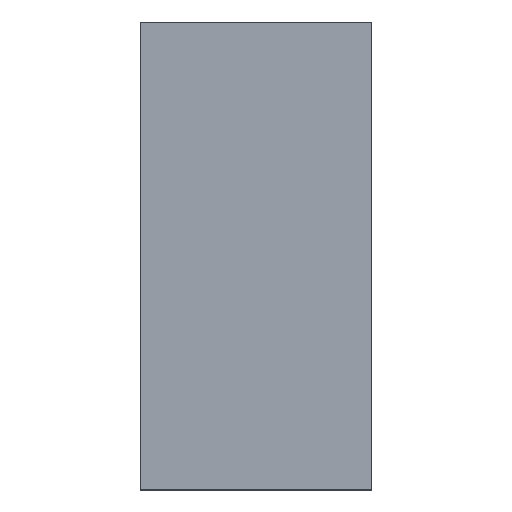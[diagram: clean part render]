
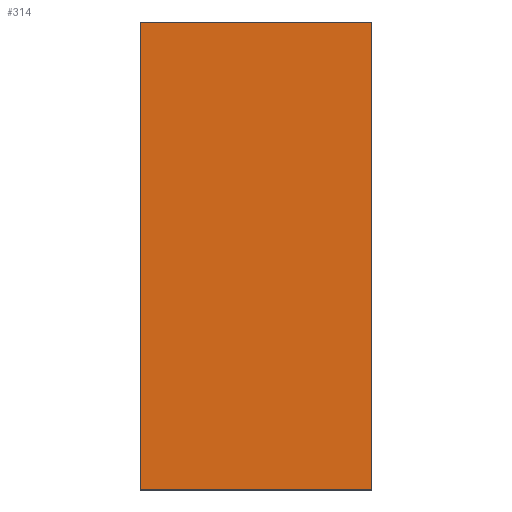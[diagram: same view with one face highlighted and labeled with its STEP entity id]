
A CAD part, top view. The second image highlights one B-rep face of the part: STEP entity #314.
In plain terms, the highlighted planar face has unit normal (0, 0, 1).
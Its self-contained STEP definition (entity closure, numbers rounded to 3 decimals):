
#50 = LINE ( 'NONE', #126, #227 ) ;
#53 = ORIENTED_EDGE ( 'NONE', *, *, #92, .F. ) ;
#56 = EDGE_CURVE ( 'NONE', #173, #161, #248, .T. ) ;
#69 = LINE ( 'NONE', #86, #270 ) ;
#73 = DIRECTION ( 'NONE',  ( 0., -1., 0. ) ) ;
#74 = EDGE_CURVE ( 'NONE', #161, #193, #77, .T. ) ;
#77 = LINE ( 'NONE', #136, #182 ) ;
#86 = CARTESIAN_POINT ( 'NONE',  ( 0.147, 0.297, 0.05 ) ) ;
#92 = EDGE_CURVE ( 'NONE', #141, #193, #69, .T. ) ;
#98 = EDGE_LOOP ( 'NONE', ( #53, #147, #174, #219 ) ) ;
#99 = VECTOR ( 'NONE', #73, 1000. ) ;
#104 = DIRECTION ( 'NONE',  ( 0., 0., 1. ) ) ;
#109 = AXIS2_PLACEMENT_3D ( 'NONE', #252, #104, #278 ) ;
#118 = CARTESIAN_POINT ( 'NONE',  ( 0.147, 0.297, 0.05 ) ) ;
#126 = CARTESIAN_POINT ( 'NONE',  ( -0.147, 0.297, 0.05 ) ) ;
#134 = CARTESIAN_POINT ( 'NONE',  ( 0.147, -0.297, 0.05 ) ) ;
#136 = CARTESIAN_POINT ( 'NONE',  ( -0.147, -0.297, 0.05 ) ) ;
#141 = VERTEX_POINT ( 'NONE', #118 ) ;
#143 = PLANE ( 'NONE',  #109 ) ;
#147 = ORIENTED_EDGE ( 'NONE', *, *, #224, .F. ) ;
#161 = VERTEX_POINT ( 'NONE', #253 ) ;
#173 = VERTEX_POINT ( 'NONE', #273 ) ;
#174 = ORIENTED_EDGE ( 'NONE', *, *, #56, .T. ) ;
#182 = VECTOR ( 'NONE', #216, 1000. ) ;
#193 = VERTEX_POINT ( 'NONE', #134 ) ;
#216 = DIRECTION ( 'NONE',  ( 1., 0., 0. ) ) ;
#219 = ORIENTED_EDGE ( 'NONE', *, *, #74, .T. ) ;
#224 = EDGE_CURVE ( 'NONE', #173, #141, #50, .T. ) ;
#227 = VECTOR ( 'NONE', #283, 1000. ) ;
#248 = LINE ( 'NONE', #322, #99 ) ;
#252 = CARTESIAN_POINT ( 'NONE',  ( -0.147, 0.297, 0.05 ) ) ;
#253 = CARTESIAN_POINT ( 'NONE',  ( -0.147, -0.297, 0.05 ) ) ;
#270 = VECTOR ( 'NONE', #309, 1000. ) ;
#273 = CARTESIAN_POINT ( 'NONE',  ( -0.147, 0.297, 0.05 ) ) ;
#278 = DIRECTION ( 'NONE',  ( 1., 0., 0. ) ) ;
#279 = FACE_OUTER_BOUND ( 'NONE', #98, .T. ) ;
#283 = DIRECTION ( 'NONE',  ( 1., 0., 0. ) ) ;
#309 = DIRECTION ( 'NONE',  ( 0., -1., 0. ) ) ;
#314 = ADVANCED_FACE ( 'NONE', ( #279 ), #143, .T. ) ;
#322 = CARTESIAN_POINT ( 'NONE',  ( -0.147, 0.297, 0.05 ) ) ;
